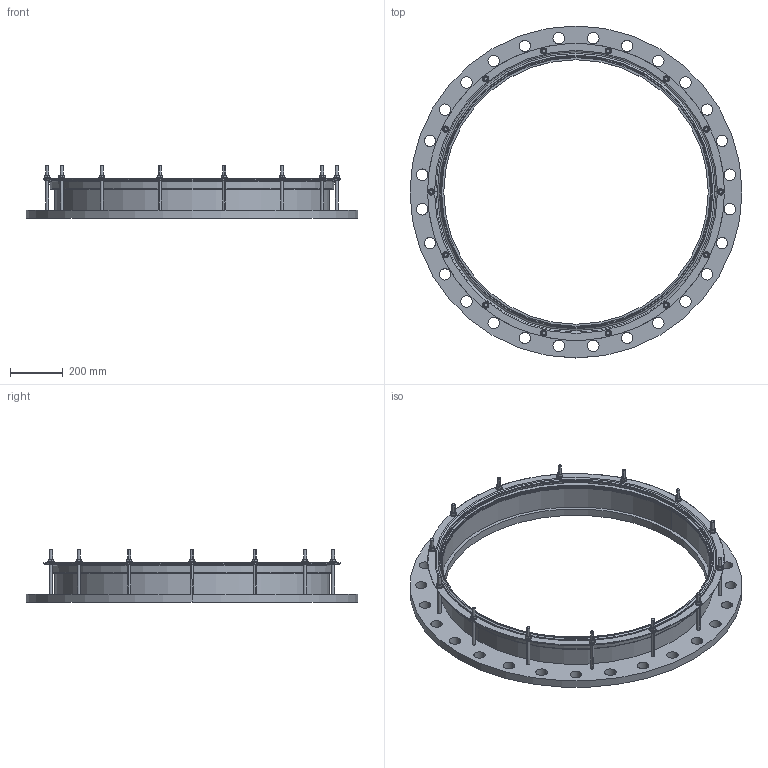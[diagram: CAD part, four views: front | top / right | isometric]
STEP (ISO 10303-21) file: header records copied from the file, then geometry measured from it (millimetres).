
FILE_DESCRIPTION (( 'STEP AP203' ), '1' );
FILE_NAME ('O_260_30_DN1000_step.STEP', '2015-06-15T05:52:15', ( '' ), ( '' ), 'SwSTEP 2.0', 'SolidWorks 2012', '' );
FILE_SCHEMA (( 'CONFIG_CONTROL_DESIGN' ));
Length unit declared in the file: millimetre
Products named in the file (1): O_260_30_DN1000_step
Bounding box: 1255 x 1255 x 198 mm (x, y, z)
Volume: 17872495.9 mm3; surface area: 2406577.7 mm2
Topology: 1 solids, 1 shells, 380 faces, 996 edges, 656 vertices
Faces by surface type: cylinder 162, plane 138, cone 66, torus 14
Entity records: 14479 total; most frequent: CARTESIAN_POINT 5011, ORIENTED_EDGE 1992, DIRECTION 1882, EDGE_CURVE 996, AXIS2_PLACEMENT_3D 785, VERTEX_POINT 656, EDGE_LOOP 504, CIRCLE 404
